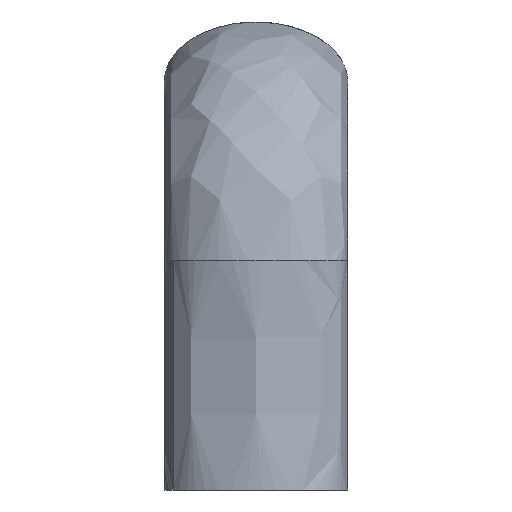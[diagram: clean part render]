
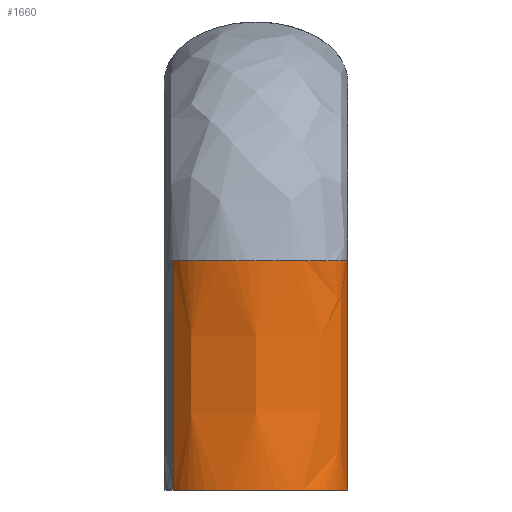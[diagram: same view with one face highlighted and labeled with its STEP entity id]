
A CAD part, left-side view. The second image highlights one B-rep face of the part: STEP entity #1660.
In plain terms, the highlighted free-form (B-spline) face has degree [3, 3] with [10, 4] control points.
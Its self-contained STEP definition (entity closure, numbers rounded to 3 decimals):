
#1446=CARTESIAN_POINT('',(-2.765,9.04,25.0));
#1447=VERTEX_POINT('',#1446);
#1455=CARTESIAN_POINT('',(0.,-10.0,25.0));
#1456=VERTEX_POINT('',#1455);
#1457=CARTESIAN_POINT('',(-2.765,9.04,25.0));
#1458=CARTESIAN_POINT('',(-3.443,8.55,25.0));
#1459=CARTESIAN_POINT('',(-4.067,7.886,25.0));
#1460=CARTESIAN_POINT('',(-5.799,5.22,25.0));
#1461=CARTESIAN_POINT('',(-6.5,2.618,25.0));
#1462=CARTESIAN_POINT('',(-6.5,-2.618,25.0));
#1463=CARTESIAN_POINT('',(-5.799,-5.22,25.0));
#1464=CARTESIAN_POINT('',(-3.393,-8.922,25.0));
#1465=CARTESIAN_POINT('',(-1.702,-10.0,25.0));
#1466=CARTESIAN_POINT('',(0.0,-10.0,25.0));
#1467=B_SPLINE_CURVE_WITH_KNOTS('',3,(#1457,#1458,#1459,#1460,#1461,#1462,#1463,#1464,#1465,#1466),.UNSPECIFIED.,.F.,.U.,(4,2,2,2,4),(0.57,0.625,0.75,0.875,1.0),.UNSPECIFIED.);
#1468=EDGE_CURVE('',#1447,#1456,#1467,.T.);
#1580=CARTESIAN_POINT('',(-2.765,9.04,0.0));
#1581=CARTESIAN_POINT('',(-3.443,8.55,0.0));
#1582=CARTESIAN_POINT('',(-4.067,7.886,0.0));
#1583=CARTESIAN_POINT('',(-5.799,5.22,0.0));
#1584=CARTESIAN_POINT('',(-6.5,2.618,0.0));
#1585=CARTESIAN_POINT('',(-6.5,-2.618,0.0));
#1586=CARTESIAN_POINT('',(-5.799,-5.22,0.0));
#1587=CARTESIAN_POINT('',(-3.393,-8.922,0.0));
#1588=CARTESIAN_POINT('',(-1.702,-10.0,0.0));
#1589=CARTESIAN_POINT('',(0.0,-10.0,0.0));
#1590=CARTESIAN_POINT('',(-2.765,9.04,8.333));
#1591=CARTESIAN_POINT('',(-3.443,8.55,8.333));
#1592=CARTESIAN_POINT('',(-4.067,7.886,8.333));
#1593=CARTESIAN_POINT('',(-5.799,5.22,8.333));
#1594=CARTESIAN_POINT('',(-6.5,2.618,8.333));
#1595=CARTESIAN_POINT('',(-6.5,-2.618,8.333));
#1596=CARTESIAN_POINT('',(-5.799,-5.22,8.333));
#1597=CARTESIAN_POINT('',(-3.393,-8.922,8.333));
#1598=CARTESIAN_POINT('',(-1.702,-10.0,8.333));
#1599=CARTESIAN_POINT('',(0.0,-10.0,8.333));
#1600=CARTESIAN_POINT('',(-2.765,9.04,16.667));
#1601=CARTESIAN_POINT('',(-3.443,8.55,16.667));
#1602=CARTESIAN_POINT('',(-4.067,7.886,16.667));
#1603=CARTESIAN_POINT('',(-5.8,5.22,16.667));
#1604=CARTESIAN_POINT('',(-6.5,2.618,16.667));
#1605=CARTESIAN_POINT('',(-6.5,-2.618,16.667));
#1606=CARTESIAN_POINT('',(-5.8,-5.22,16.667));
#1607=CARTESIAN_POINT('',(-3.393,-8.922,16.667));
#1608=CARTESIAN_POINT('',(-1.702,-10.0,16.667));
#1609=CARTESIAN_POINT('',(0.,-10.0,16.667));
#1610=CARTESIAN_POINT('',(-2.765,9.04,25.0));
#1611=CARTESIAN_POINT('',(-3.443,8.55,25.0));
#1612=CARTESIAN_POINT('',(-4.067,7.886,25.0));
#1613=CARTESIAN_POINT('',(-5.799,5.22,25.0));
#1614=CARTESIAN_POINT('',(-6.5,2.618,25.0));
#1615=CARTESIAN_POINT('',(-6.5,-2.618,25.0));
#1616=CARTESIAN_POINT('',(-5.799,-5.22,25.0));
#1617=CARTESIAN_POINT('',(-3.393,-8.922,25.0));
#1618=CARTESIAN_POINT('',(-1.702,-10.0,25.0));
#1619=CARTESIAN_POINT('',(0.0,-10.0,25.0));
#1620=B_SPLINE_SURFACE_WITH_KNOTS('',3,3,((#1580,#1590,#1600,#1610),(#1581,#1591,#1601,#1611),(#1582,#1592,#1602,#1612),(#1583,#1593,#1603,#1613),(#1584,#1594,#1604,#1614),(#1585,#1595,#1605,#1615),(#1586,#1596,#1606,#1616),(#1587,#1597,#1607,#1617),(#1588,#1598,#1608,#1618),(#1589,#1599,#1609,#1619)),.UNSPECIFIED.,.F.,.F.,.U.,(4,2,2,2,4),(4,4),(0.0,3.385,11.079,18.772,26.466),(0.0,25.),.UNSPECIFIED.);
#1621=ORIENTED_EDGE('',*,*,#1468,.F.);
#1622=CARTESIAN_POINT('',(-2.768,9.043,0.));
#1623=VERTEX_POINT('',#1622);
#1624=CARTESIAN_POINT('',(-2.768,9.043,0.));
#1625=CARTESIAN_POINT('',(-2.767,9.042,8.333));
#1626=CARTESIAN_POINT('',(-2.766,9.041,16.667));
#1627=CARTESIAN_POINT('',(-2.765,9.04,25.0));
#1628=B_SPLINE_CURVE_WITH_KNOTS('',3,(#1624,#1625,#1626,#1627),.UNSPECIFIED.,.F.,.U.,(4,4),(0.0,0.108),.UNSPECIFIED.);
#1629=EDGE_CURVE('',#1623,#1447,#1628,.T.);
#1630=ORIENTED_EDGE('',*,*,#1629,.F.);
#1631=CARTESIAN_POINT('',(0.,-10.0,0.0));
#1632=VERTEX_POINT('',#1631);
#1633=CARTESIAN_POINT('',(-2.768,9.043,0.));
#1634=CARTESIAN_POINT('',(-3.79,8.305,0.));
#1635=CARTESIAN_POINT('',(-4.594,7.068,0.));
#1636=CARTESIAN_POINT('',(-5.509,5.661,0.));
#1637=CARTESIAN_POINT('',(-6.003,3.824,0.));
#1638=CARTESIAN_POINT('',(-6.498,1.986,0.));
#1639=CARTESIAN_POINT('',(-6.499,-0.002,0.));
#1640=CARTESIAN_POINT('',(-6.499,-1.992,0.));
#1641=CARTESIAN_POINT('',(-6.004,-3.828,0.));
#1642=CARTESIAN_POINT('',(-5.509,-5.666,0.));
#1643=CARTESIAN_POINT('',(-4.596,-7.072,0.));
#1644=CARTESIAN_POINT('',(-3.681,-8.478,0.));
#1645=CARTESIAN_POINT('',(-2.487,-9.239,0.));
#1646=CARTESIAN_POINT('',(-1.293,-10.,0.));
#1647=CARTESIAN_POINT('',(0.,-10.0,0.0));
#1648=B_SPLINE_CURVE_WITH_KNOTS('',2,(#1633,#1634,#1635,#1636,#1637,#1638,#1639,#1640,#1641,#1642,#1643,#1644,#1645,#1646,#1647),.UNSPECIFIED.,.F.,.U.,(3,2,2,2,2,2,2,3),(0.14,0.25,0.375,0.5,0.625,0.75,0.875,1.0),.UNSPECIFIED.);
#1649=EDGE_CURVE('',#1623,#1632,#1648,.T.);
#1650=ORIENTED_EDGE('',*,*,#1649,.T.);
#1651=CARTESIAN_POINT('',(0.0,-10.0,0.0));
#1652=CARTESIAN_POINT('',(0.0,-10.0,8.333));
#1653=CARTESIAN_POINT('',(0.,-10.0,16.667));
#1654=CARTESIAN_POINT('',(0.0,-10.0,25.0));
#1655=B_SPLINE_CURVE_WITH_KNOTS('',3,(#1651,#1652,#1653,#1654),.UNSPECIFIED.,.F.,.U.,(4,4),(0.0,0.108),.UNSPECIFIED.);
#1656=EDGE_CURVE('',#1632,#1456,#1655,.T.);
#1657=ORIENTED_EDGE('',*,*,#1656,.T.);
#1658=EDGE_LOOP('',(#1621,#1630,#1650,#1657));
#1659=FACE_OUTER_BOUND('',#1658,.T.);
#1660=ADVANCED_FACE('',(#1659),#1620,.T.);
